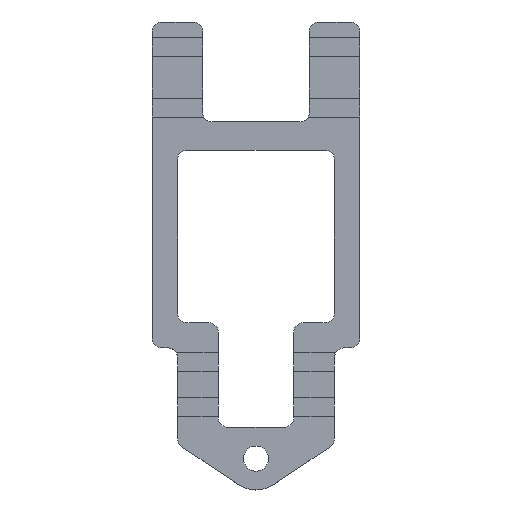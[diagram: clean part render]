
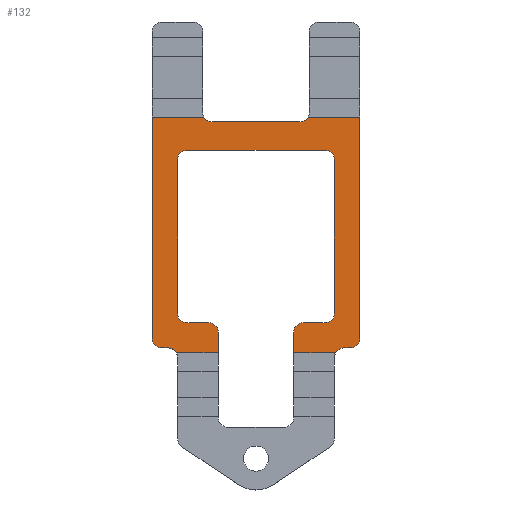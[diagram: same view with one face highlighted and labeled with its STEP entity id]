
A CAD part, top view. The second image highlights one B-rep face of the part: STEP entity #132.
In plain terms, the highlighted planar face has unit normal (0, 0, 1).
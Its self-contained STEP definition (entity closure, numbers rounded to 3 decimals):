
#63=CIRCLE('',#2369,1.5);
#66=CIRCLE('',#2374,1.5);
#67=CIRCLE('',#2376,1.5);
#68=CIRCLE('',#2377,1.5);
#69=CIRCLE('',#2378,1.5);
#70=CIRCLE('',#2379,1.5);
#71=CIRCLE('',#2380,1.5);
#72=CIRCLE('',#2381,1.5);
#73=CIRCLE('',#2382,1.5);
#74=CIRCLE('',#2383,1.5);
#75=CIRCLE('',#2384,1.5);
#76=CIRCLE('',#2385,1.5);
#132=ADVANCED_FACE('',(#352),#252,.T.);
#252=PLANE('',#2386);
#352=FACE_OUTER_BOUND('',#472,.T.);
#472=EDGE_LOOP('',(#655,#656,#657,#658,#659,#660,#661,#662,#663,#664,#665,
#666,#667,#668,#669,#670,#671,#672,#673,#674,#675,#676,#677,#678,#679,#680,
#681,#682,#683));
#655=ORIENTED_EDGE('',*,*,#1529,.F.);
#656=ORIENTED_EDGE('',*,*,#1530,.T.);
#657=ORIENTED_EDGE('',*,*,#1528,.T.);
#658=ORIENTED_EDGE('',*,*,#1524,.T.);
#659=ORIENTED_EDGE('',*,*,#1520,.T.);
#660=ORIENTED_EDGE('',*,*,#1531,.F.);
#661=ORIENTED_EDGE('',*,*,#1532,.T.);
#662=ORIENTED_EDGE('',*,*,#1533,.T.);
#663=ORIENTED_EDGE('',*,*,#1534,.F.);
#664=ORIENTED_EDGE('',*,*,#1535,.T.);
#665=ORIENTED_EDGE('',*,*,#1536,.F.);
#666=ORIENTED_EDGE('',*,*,#1537,.T.);
#667=ORIENTED_EDGE('',*,*,#1538,.F.);
#668=ORIENTED_EDGE('',*,*,#1539,.T.);
#669=ORIENTED_EDGE('',*,*,#1540,.F.);
#670=ORIENTED_EDGE('',*,*,#1541,.T.);
#671=ORIENTED_EDGE('',*,*,#1542,.F.);
#672=ORIENTED_EDGE('',*,*,#1543,.T.);
#673=ORIENTED_EDGE('',*,*,#1544,.F.);
#674=ORIENTED_EDGE('',*,*,#1545,.F.);
#675=ORIENTED_EDGE('',*,*,#1546,.F.);
#676=ORIENTED_EDGE('',*,*,#1547,.T.);
#677=ORIENTED_EDGE('',*,*,#1548,.F.);
#678=ORIENTED_EDGE('',*,*,#1549,.T.);
#679=ORIENTED_EDGE('',*,*,#1550,.F.);
#680=ORIENTED_EDGE('',*,*,#1551,.F.);
#681=ORIENTED_EDGE('',*,*,#1552,.T.);
#682=ORIENTED_EDGE('',*,*,#1553,.F.);
#683=ORIENTED_EDGE('',*,*,#1554,.T.);
#1308=VERTEX_POINT('',#3303);
#1309=VERTEX_POINT('',#3305);
#1312=VERTEX_POINT('',#3313);
#1314=VERTEX_POINT('',#3318);
#1315=VERTEX_POINT('',#3323);
#1316=VERTEX_POINT('',#3324);
#1317=VERTEX_POINT('',#3327);
#1318=VERTEX_POINT('',#3329);
#1319=VERTEX_POINT('',#3331);
#1320=VERTEX_POINT('',#3333);
#1321=VERTEX_POINT('',#3335);
#1322=VERTEX_POINT('',#3337);
#1323=VERTEX_POINT('',#3339);
#1324=VERTEX_POINT('',#3341);
#1325=VERTEX_POINT('',#3343);
#1326=VERTEX_POINT('',#3345);
#1327=VERTEX_POINT('',#3347);
#1328=VERTEX_POINT('',#3349);
#1329=VERTEX_POINT('',#3351);
#1330=VERTEX_POINT('',#3353);
#1331=VERTEX_POINT('',#3355);
#1332=VERTEX_POINT('',#3357);
#1333=VERTEX_POINT('',#3359);
#1334=VERTEX_POINT('',#3361);
#1335=VERTEX_POINT('',#3363);
#1336=VERTEX_POINT('',#3365);
#1337=VERTEX_POINT('',#3367);
#1338=VERTEX_POINT('',#3369);
#1339=VERTEX_POINT('',#3371);
#1520=EDGE_CURVE('',#1309,#1308,#63,.T.);
#1524=EDGE_CURVE('',#1312,#1309,#1854,.T.);
#1528=EDGE_CURVE('',#1314,#1312,#66,.T.);
#1529=EDGE_CURVE('',#1315,#1316,#1857,.T.);
#1530=EDGE_CURVE('',#1315,#1314,#1858,.T.);
#1531=EDGE_CURVE('',#1317,#1308,#1859,.T.);
#1532=EDGE_CURVE('',#1317,#1318,#1860,.T.);
#1533=EDGE_CURVE('',#1318,#1319,#67,.T.);
#1534=EDGE_CURVE('',#1320,#1319,#1861,.T.);
#1535=EDGE_CURVE('',#1320,#1321,#68,.T.);
#1536=EDGE_CURVE('',#1322,#1321,#1862,.T.);
#1537=EDGE_CURVE('',#1322,#1323,#69,.T.);
#1538=EDGE_CURVE('',#1324,#1323,#1863,.T.);
#1539=EDGE_CURVE('',#1324,#1325,#70,.T.);
#1540=EDGE_CURVE('',#1326,#1325,#1864,.T.);
#1541=EDGE_CURVE('',#1326,#1327,#71,.T.);
#1542=EDGE_CURVE('',#1328,#1327,#1865,.T.);
#1543=EDGE_CURVE('',#1328,#1329,#72,.T.);
#1544=EDGE_CURVE('',#1330,#1329,#1866,.T.);
#1545=EDGE_CURVE('',#1331,#1330,#1867,.T.);
#1546=EDGE_CURVE('',#1332,#1331,#1868,.T.);
#1547=EDGE_CURVE('',#1332,#1333,#73,.T.);
#1548=EDGE_CURVE('',#1334,#1333,#1869,.T.);
#1549=EDGE_CURVE('',#1334,#1335,#74,.T.);
#1550=EDGE_CURVE('',#1336,#1335,#1870,.T.);
#1551=EDGE_CURVE('',#1337,#1336,#1871,.T.);
#1552=EDGE_CURVE('',#1337,#1338,#75,.T.);
#1553=EDGE_CURVE('',#1339,#1338,#1872,.T.);
#1554=EDGE_CURVE('',#1339,#1316,#76,.T.);
#1854=LINE('',#3312,#2136);
#1857=LINE('',#3322,#2139);
#1858=LINE('',#3325,#2140);
#1859=LINE('',#3326,#2141);
#1860=LINE('',#3328,#2142);
#1861=LINE('',#3332,#2143);
#1862=LINE('',#3336,#2144);
#1863=LINE('',#3340,#2145);
#1864=LINE('',#3344,#2146);
#1865=LINE('',#3348,#2147);
#1866=LINE('',#3352,#2148);
#1867=LINE('',#3354,#2149);
#1868=LINE('',#3356,#2150);
#1869=LINE('',#3360,#2151);
#1870=LINE('',#3364,#2152);
#1871=LINE('',#3366,#2153);
#1872=LINE('',#3370,#2154);
#2136=VECTOR('',#2634,1.);
#2139=VECTOR('',#2645,1.);
#2140=VECTOR('',#2646,1.);
#2141=VECTOR('',#2647,1.);
#2142=VECTOR('',#2648,1.);
#2143=VECTOR('',#2651,1.);
#2144=VECTOR('',#2654,1.);
#2145=VECTOR('',#2657,1.);
#2146=VECTOR('',#2660,1.);
#2147=VECTOR('',#2663,1.);
#2148=VECTOR('',#2666,1.);
#2149=VECTOR('',#2667,1.);
#2150=VECTOR('',#2668,1.);
#2151=VECTOR('',#2671,1.);
#2152=VECTOR('',#2674,1.);
#2153=VECTOR('',#2675,1.);
#2154=VECTOR('',#2678,1.);
#2369=AXIS2_PLACEMENT_3D('',#3304,#2626,#2627);
#2374=AXIS2_PLACEMENT_3D('',#3320,#2641,#2642);
#2376=AXIS2_PLACEMENT_3D('',#3330,#2649,#2650);
#2377=AXIS2_PLACEMENT_3D('',#3334,#2652,#2653);
#2378=AXIS2_PLACEMENT_3D('',#3338,#2655,#2656);
#2379=AXIS2_PLACEMENT_3D('',#3342,#2658,#2659);
#2380=AXIS2_PLACEMENT_3D('',#3346,#2661,#2662);
#2381=AXIS2_PLACEMENT_3D('',#3350,#2664,#2665);
#2382=AXIS2_PLACEMENT_3D('',#3358,#2669,#2670);
#2383=AXIS2_PLACEMENT_3D('',#3362,#2672,#2673);
#2384=AXIS2_PLACEMENT_3D('',#3368,#2676,#2677);
#2385=AXIS2_PLACEMENT_3D('',#3372,#2679,#2680);
#2386=AXIS2_PLACEMENT_3D('',#3373,#2681,#2682);
#2626=DIRECTION('',(0.,0.,-1.));
#2627=DIRECTION('',(0.,1.,0.));
#2634=DIRECTION('',(1.,0.,0.));
#2641=DIRECTION('',(0.,0.,1.));
#2642=DIRECTION('',(-1.,0.,0.));
#2645=DIRECTION('',(1.,0.,0.));
#2646=DIRECTION('',(0.,-1.,0.));
#2647=DIRECTION('',(-1.,0.,0.));
#2648=DIRECTION('',(0.,1.,0.));
#2649=DIRECTION('',(0.,0.,1.));
#2650=DIRECTION('',(1.,0.,0.));
#2651=DIRECTION('',(1.,0.,0.));
#2652=DIRECTION('',(0.,0.,-1.));
#2653=DIRECTION('',(0.,-1.,0.));
#2654=DIRECTION('',(0.,-1.,0.));
#2655=DIRECTION('',(0.,0.,-1.));
#2656=DIRECTION('',(-1.,0.,0.));
#2657=DIRECTION('',(-1.,0.,0.));
#2658=DIRECTION('',(0.,0.,-1.));
#2659=DIRECTION('',(0.,1.,0.));
#2660=DIRECTION('',(0.,1.,0.));
#2661=DIRECTION('',(0.,0.,-1.));
#2662=DIRECTION('',(1.,0.,0.));
#2663=DIRECTION('',(1.,0.,0.));
#2664=DIRECTION('',(0.,0.,1.));
#2665=DIRECTION('',(0.,1.,0.));
#2666=DIRECTION('',(0.,1.,0.));
#2667=DIRECTION('',(-1.,0.,0.));
#2668=DIRECTION('',(0.,1.,0.));
#2669=DIRECTION('',(0.,0.,-1.));
#2670=DIRECTION('',(-1.,0.,0.));
#2671=DIRECTION('',(-1.,0.,0.));
#2672=DIRECTION('',(0.,0.,1.));
#2673=DIRECTION('',(0.,-1.,0.));
#2674=DIRECTION('',(0.,-1.,0.));
#2675=DIRECTION('',(1.,0.,0.));
#2676=DIRECTION('',(0.,0.,-1.));
#2677=DIRECTION('',(1.,0.,0.));
#2678=DIRECTION('',(1.,0.,0.));
#2679=DIRECTION('',(0.,0.,-1.));
#2680=DIRECTION('',(0.,-1.,0.));
#2681=DIRECTION('',(0.,0.,1.));
#2682=DIRECTION('',(0.,1.,0.));
#3303=CARTESIAN_POINT('',(111.291,49.999,1.5));
#3304=CARTESIAN_POINT('',(109.974,49.281,1.5));
#3305=CARTESIAN_POINT('',(109.974,50.781,1.5));
#3312=CARTESIAN_POINT('',(108.974,50.781,1.5));
#3313=CARTESIAN_POINT('',(108.974,50.781,1.5));
#3318=CARTESIAN_POINT('',(107.474,52.281,1.5));
#3320=CARTESIAN_POINT('',(108.974,52.281,1.5));
#3322=CARTESIAN_POINT('',(107.474,87.562,1.5));
#3323=CARTESIAN_POINT('',(107.474,87.562,1.5));
#3324=CARTESIAN_POINT('',(115.657,87.562,1.5));
#3325=CARTESIAN_POINT('',(107.474,88.281,1.5));
#3326=CARTESIAN_POINT('',(136.474,49.999,1.5));
#3327=CARTESIAN_POINT('',(117.974,49.999,1.5));
#3328=CARTESIAN_POINT('',(117.974,49.281,1.5));
#3329=CARTESIAN_POINT('',(117.974,53.281,1.5));
#3330=CARTESIAN_POINT('',(116.474,53.281,1.5));
#3331=CARTESIAN_POINT('',(116.474,54.781,1.5));
#3332=CARTESIAN_POINT('',(112.974,54.781,1.5));
#3333=CARTESIAN_POINT('',(112.974,54.781,1.5));
#3334=CARTESIAN_POINT('',(112.974,56.281,1.5));
#3335=CARTESIAN_POINT('',(111.474,56.281,1.5));
#3336=CARTESIAN_POINT('',(111.474,80.781,1.5));
#3337=CARTESIAN_POINT('',(111.474,80.781,1.5));
#3338=CARTESIAN_POINT('',(112.974,80.781,1.5));
#3339=CARTESIAN_POINT('',(112.974,82.281,1.5));
#3340=CARTESIAN_POINT('',(134.974,82.281,1.5));
#3341=CARTESIAN_POINT('',(134.974,82.281,1.5));
#3342=CARTESIAN_POINT('',(134.974,80.781,1.5));
#3343=CARTESIAN_POINT('',(136.474,80.781,1.5));
#3344=CARTESIAN_POINT('',(136.474,56.281,1.5));
#3345=CARTESIAN_POINT('',(136.474,56.281,1.5));
#3346=CARTESIAN_POINT('',(134.974,56.281,1.5));
#3347=CARTESIAN_POINT('',(134.974,54.781,1.5));
#3348=CARTESIAN_POINT('',(131.474,54.781,1.5));
#3349=CARTESIAN_POINT('',(131.474,54.781,1.5));
#3350=CARTESIAN_POINT('',(131.474,53.281,1.5));
#3351=CARTESIAN_POINT('',(129.974,53.281,1.5));
#3352=CARTESIAN_POINT('',(129.974,49.281,1.5));
#3353=CARTESIAN_POINT('',(129.974,49.999,1.5));
#3354=CARTESIAN_POINT('',(136.474,49.999,1.5));
#3355=CARTESIAN_POINT('',(136.474,49.999,1.5));
#3356=CARTESIAN_POINT('',(136.474,46.999,1.5));
#3357=CARTESIAN_POINT('',(136.474,49.281,1.5));
#3358=CARTESIAN_POINT('',(137.974,49.281,1.5));
#3359=CARTESIAN_POINT('',(137.974,50.781,1.5));
#3360=CARTESIAN_POINT('',(138.974,50.781,1.5));
#3361=CARTESIAN_POINT('',(138.974,50.781,1.5));
#3362=CARTESIAN_POINT('',(138.974,52.281,1.5));
#3363=CARTESIAN_POINT('',(140.474,52.281,1.5));
#3364=CARTESIAN_POINT('',(140.474,88.281,1.5));
#3365=CARTESIAN_POINT('',(140.474,87.562,1.5));
#3366=CARTESIAN_POINT('',(107.474,87.562,1.5));
#3367=CARTESIAN_POINT('',(132.291,87.562,1.5));
#3368=CARTESIAN_POINT('',(130.974,88.281,1.5));
#3369=CARTESIAN_POINT('',(130.974,86.781,1.5));
#3370=CARTESIAN_POINT('',(116.974,86.781,1.5));
#3371=CARTESIAN_POINT('',(116.974,86.781,1.5));
#3372=CARTESIAN_POINT('',(116.974,88.281,1.5));
#3373=CARTESIAN_POINT('',(107.474,88.281,1.5));
